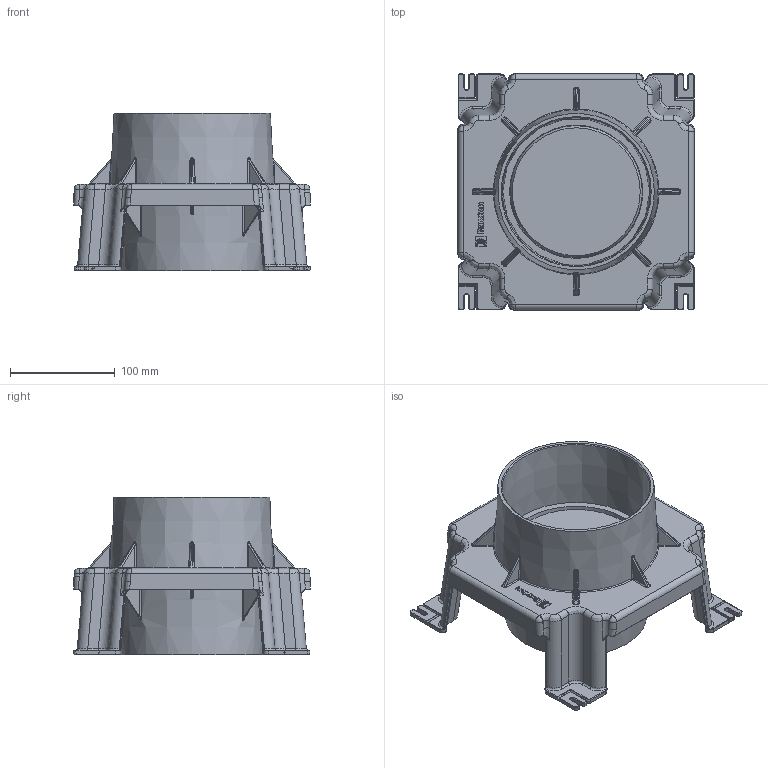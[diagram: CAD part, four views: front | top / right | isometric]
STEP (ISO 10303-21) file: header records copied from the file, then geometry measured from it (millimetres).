
FILE_DESCRIPTION((''),'2;1');
FILE_NAME('KOS125.stp','2016-10-19T07:52:36',(''),(''),'Autodesk Inventor 2013','Autodesk Inventor 2013','');
FILE_SCHEMA(('AUTOMOTIVE_DESIGN { 1 0 10303 214 1 1 1 1 }'));
Length unit declared in the file: millimetre
Products named in the file (2): KOS125IASS; KOS125
Assembly tree (1 placements, depth 2):
  KOS125IASS
    KOS125
Bounding box: 225.34 x 225.34 x 150.5 mm (x, y, z)
Volume: 730955.7 mm3; surface area: 299192.6 mm2
Topology: 1 solids, 1 shells, 1934 faces, 5081 edges, 3128 vertices
Faces by surface type: plane 950, bspline 539, cylinder 365, sphere 56, cone 12, torus 12
Entity records: 67948 total; most frequent: CARTESIAN_POINT 23324, ORIENTED_EDGE 9948, DIRECTION 8101, EDGE_CURVE 4974, VERTEX_POINT 3125, VECTOR 3023, LINE 3023, AXIS2_PLACEMENT_3D 2539
